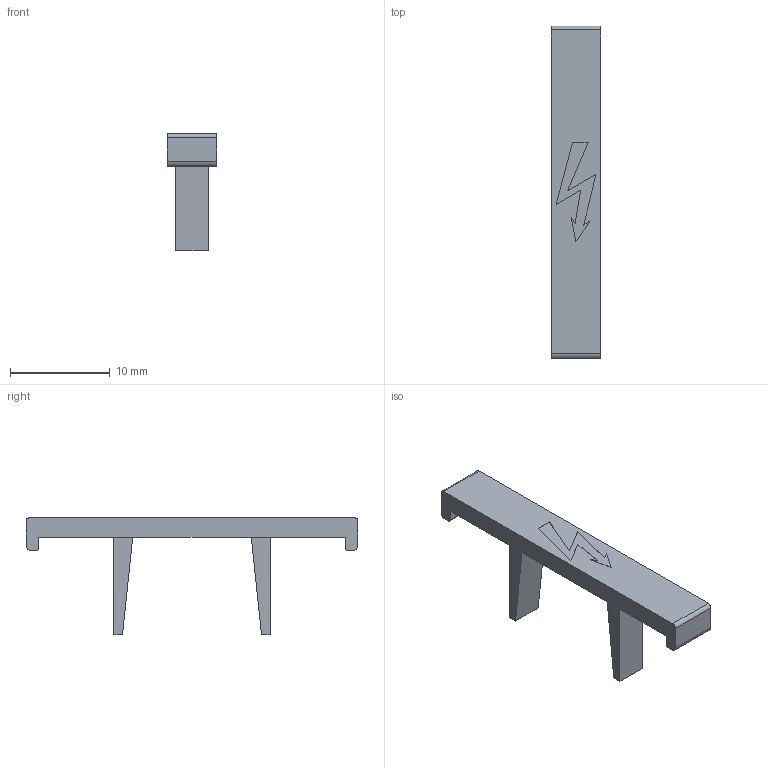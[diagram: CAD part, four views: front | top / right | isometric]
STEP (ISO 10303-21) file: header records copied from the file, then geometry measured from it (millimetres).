
FILE_DESCRIPTION(('CATIA V5R19 STEP'),'2;1');
FILE_NAME ('D1448627_0_1120450000_1120450000.stp','2014-12-10T11:03:07+00:00',('none'),('Weidmueller'),'CATIA Version 5 Release 20 SP 5 (IN-10)','CATIA V5 STEP AP214','none');
FILE_SCHEMA(('AUTOMOTIVE_DESIGN { 1 0 10303 214 1 1 1 1 }'));
Length unit declared in the file: millimetre
Products named in the file (1): WAD 5 BLITZ
Bounding box: 5 x 33.3 x 11.75 mm (x, y, z)
Volume: 436.3 mm3; surface area: 715.5 mm2
Topology: 2 solids, 2 shells, 39 faces, 99 edges, 66 vertices
Faces by surface type: plane 33, cylinder 6
Entity records: 1254 total; most frequent: CARTESIAN_POINT 201, ORIENTED_EDGE 198, DIRECTION 169, EDGE_CURVE 99, VECTOR 87, LINE 87, VERTEX_POINT 66, AXIS2_PLACEMENT_3D 48
